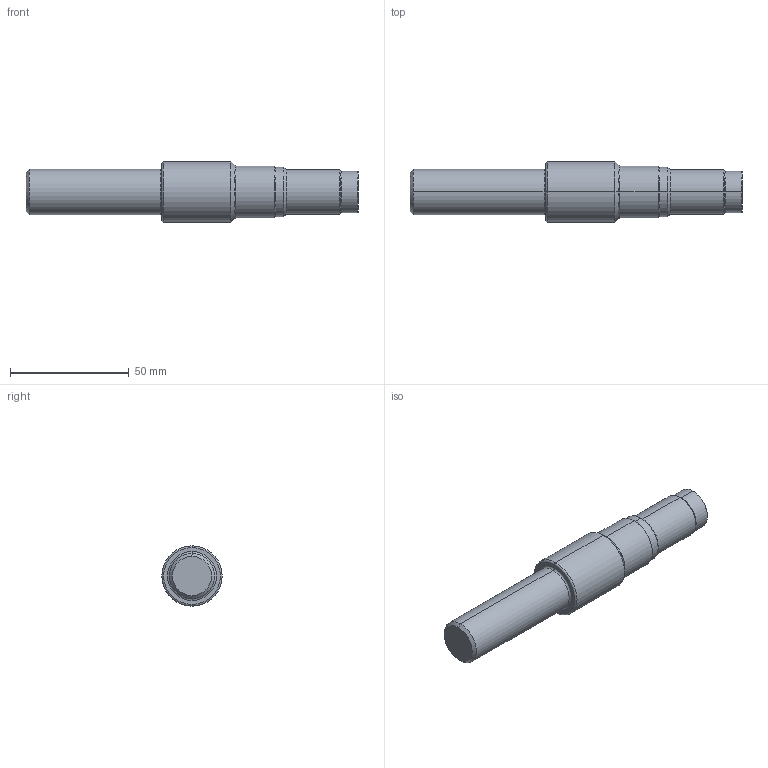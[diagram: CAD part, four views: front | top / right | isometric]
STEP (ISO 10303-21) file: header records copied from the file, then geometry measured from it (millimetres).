
FILE_DESCRIPTION (( 'STEP AP214' ), '1' );
FILE_NAME ('T-11A-FINISH-X8.STEP', '2022-06-16T17:11:44', ( '' ), ( '' ), 'SwSTEP 2.0', 'SolidWorks 2020', '' );
FILE_SCHEMA (( 'AUTOMOTIVE_DESIGN' ));
Length unit declared in the file: inch
Products named in the file (1): T-11A-FINISH-X8
Bounding box: 139.7 x 25.4 x 25.4 mm (x, y, z)
Volume: 47534.4 mm3; surface area: 9830.5 mm2
Topology: 1 solids, 1 shells, 39 faces, 76 edges, 42 vertices
Faces by surface type: cylinder 14, cone 12, torus 8, plane 5
Entity records: 1032 total; most frequent: DIRECTION 206, CARTESIAN_POINT 158, ORIENTED_EDGE 152, AXIS2_PLACEMENT_3D 90, EDGE_CURVE 76, CIRCLE 50, VERTEX_POINT 42, EDGE_LOOP 42
